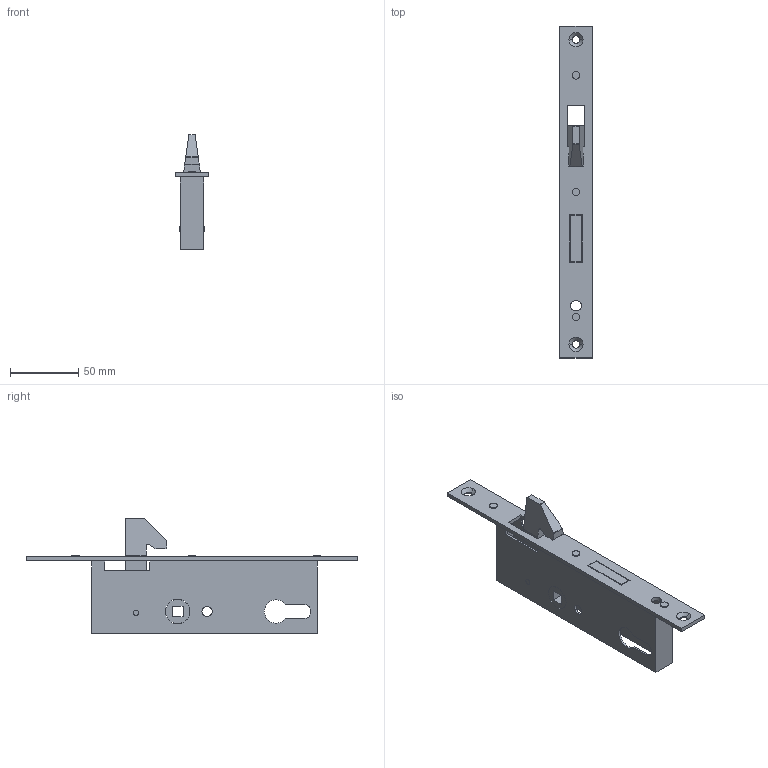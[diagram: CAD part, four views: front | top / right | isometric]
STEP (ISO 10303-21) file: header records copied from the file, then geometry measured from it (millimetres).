
FILE_DESCRIPTION (( 'STEP AP203' ), '1' );
FILE_NAME ('60109.step', '2019-06-04T11:53:47', ( '' ), ( '' ), 'SwSTEP 2.0', 'SolidWorks 2015', '' );
FILE_SCHEMA (( 'CONFIG_CONTROL_DESIGN' ));
Length unit declared in the file: millimetre
Products named in the file (1): 60109
Bounding box: 24 x 243 x 84 mm (x, y, z)
Volume: 60809.3 mm3; surface area: 56284.5 mm2
Topology: 5 solids, 5 shells, 285 faces, 749 edges, 498 vertices
Faces by surface type: plane 154, bspline 84, cylinder 43, cone 4
Entity records: 13540 total; most frequent: CARTESIAN_POINT 6907, ORIENTED_EDGE 1498, DIRECTION 1047, EDGE_CURVE 749, VERTEX_POINT 498, LINE 491, VECTOR 491, EDGE_LOOP 339
